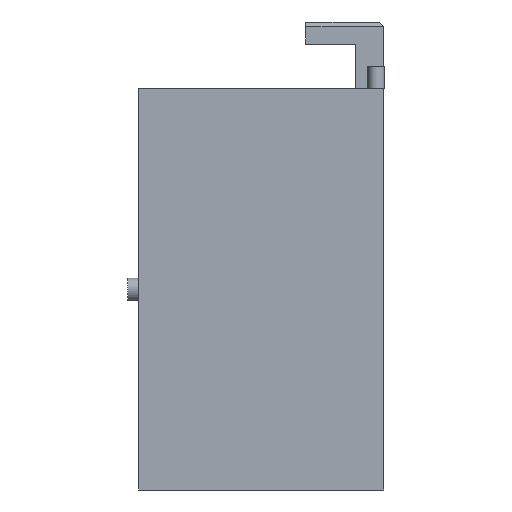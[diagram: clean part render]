
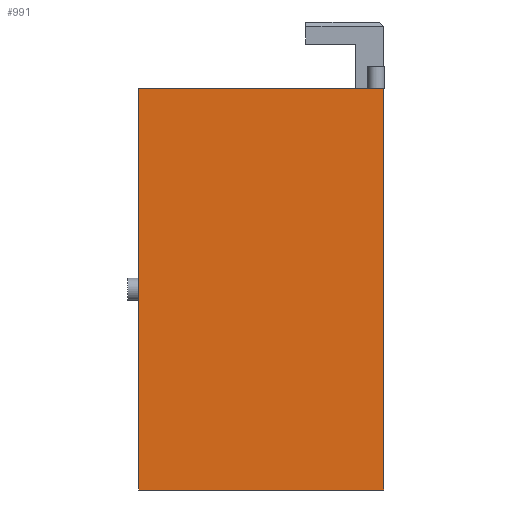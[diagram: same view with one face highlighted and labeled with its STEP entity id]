
A CAD part, front view. The second image highlights one B-rep face of the part: STEP entity #991.
In plain terms, the highlighted planar face has unit normal (0, -1, 0).
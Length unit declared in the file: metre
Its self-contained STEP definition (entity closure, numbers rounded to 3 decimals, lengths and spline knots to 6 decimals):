
#29=LINE('',#1528,#152);
#48=LINE('',#1569,#171);
#52=LINE('',#1576,#175);
#53=LINE('',#1578,#176);
#152=VECTOR('',#1155,1.);
#171=VECTOR('',#1178,1.);
#175=VECTOR('',#1186,1.);
#176=VECTOR('',#1187,1.);
#305=ORIENTED_EDGE('',*,*,#576,.T.);
#306=ORIENTED_EDGE('',*,*,#577,.F.);
#307=ORIENTED_EDGE('',*,*,#552,.F.);
#308=ORIENTED_EDGE('',*,*,#572,.T.);
#552=EDGE_CURVE('',#689,#690,#29,.T.);
#572=EDGE_CURVE('',#689,#709,#48,.T.);
#576=EDGE_CURVE('',#709,#711,#52,.T.);
#577=EDGE_CURVE('',#690,#711,#53,.T.);
#689=VERTEX_POINT('',#1527);
#690=VERTEX_POINT('',#1529);
#709=VERTEX_POINT('',#1568);
#711=VERTEX_POINT('',#1577);
#783=EDGE_LOOP('',(#305,#306,#307,#308));
#860=FACE_BOUND('',#783,.T.);
#932=PLANE('',#1072);
#991=ADVANCED_FACE('',(#860),#932,.F.);
#1072=AXIS2_PLACEMENT_3D('',#1575,#1184,#1185);
#1155=DIRECTION('',(1.,0.,0.));
#1178=DIRECTION('',(0.,0.,-1.));
#1184=DIRECTION('',(0.,1.,0.));
#1185=DIRECTION('',(0.,0.,1.));
#1186=DIRECTION('',(1.,0.,0.));
#1187=DIRECTION('',(0.,0.,-1.));
#1527=CARTESIAN_POINT('',(-0.521101,-0.033086,0.9144));
#1528=CARTESIAN_POINT('',(-0.241701,-0.033086,0.9144));
#1529=CARTESIAN_POINT('',(0.037699,-0.033086,0.9144));
#1568=CARTESIAN_POINT('',(-0.521101,-0.033086,0.));
#1569=CARTESIAN_POINT('',(-0.521101,-0.033086,0.9144));
#1575=CARTESIAN_POINT('',(-0.241701,-0.033086,0.9144));
#1576=CARTESIAN_POINT('',(-0.241701,-0.033086,0.));
#1577=CARTESIAN_POINT('',(0.037699,-0.033086,0.));
#1578=CARTESIAN_POINT('',(0.037699,-0.033086,0.9144));
